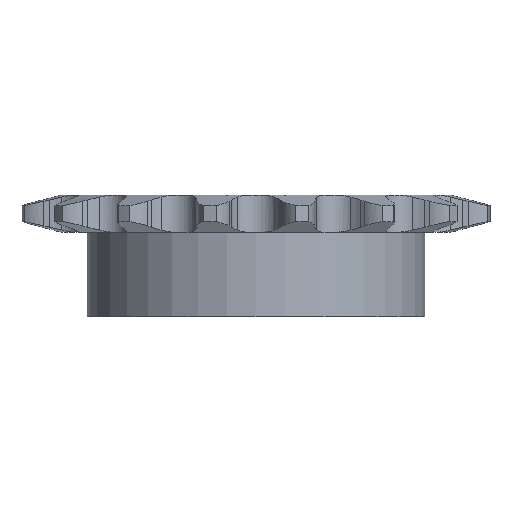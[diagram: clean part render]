
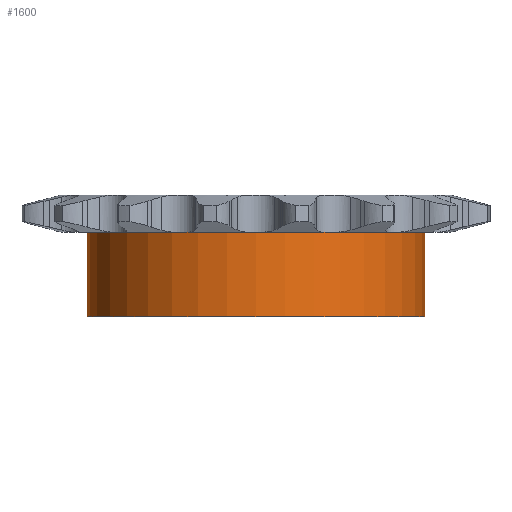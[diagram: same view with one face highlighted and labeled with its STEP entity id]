
A CAD part, front view. The second image highlights one B-rep face of the part: STEP entity #1600.
In plain terms, the highlighted cylindrical face has radius 12.7 mm (diameter 25.4 mm), a partial arc.
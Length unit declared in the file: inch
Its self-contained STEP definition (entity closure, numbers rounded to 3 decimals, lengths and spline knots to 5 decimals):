
#1063 = VERTEX_POINT ( 'NONE', #3973 ) ;
#1083 = VERTEX_POINT ( 'NONE', #3993 ) ;
#1086 = VERTEX_POINT ( 'NONE', #3996 ) ;
#1108 = VERTEX_POINT ( 'NONE', #4018 ) ;
#1600 = ADVANCED_FACE ( 'NONE', ( #1745 ), #1758, .T. ) ;
#1745 = FACE_OUTER_BOUND ( 'NONE', #4697, .T. ) ;
#1758 = CYLINDRICAL_SURFACE ( 'NONE', #4236, 0.5 ) ;
#1827 = CIRCLE ( 'NONE', #4984, 0.5 ) ;
#1955 = EDGE_CURVE ( 'NONE', #1063, #1083, #1827, .T. ) ;
#2463 = CARTESIAN_POINT ( 'NONE',  ( 0.5, 0., -0.25125 ) ) ;
#2464 = DIRECTION ( 'NONE',  ( 0., 0., 1. ) ) ;
#2465 = DIRECTION ( 'NONE',  ( 0., 0., 1. ) ) ;
#2466 = CARTESIAN_POINT ( 'NONE',  ( -0.5, 0., -0.25125 ) ) ;
#2512 = CARTESIAN_POINT ( 'NONE',  ( 0., 0., -0.25125 ) ) ;
#2513 = DIRECTION ( 'NONE',  ( 0., 0., -1. ) ) ;
#2514 = DIRECTION ( 'NONE',  ( -1., 0., 0. ) ) ;
#2781 = LINE ( 'NONE', #2463, #2784 ) ;
#2784 = VECTOR ( 'NONE', #2464, 39.37008 ) ;
#2786 = LINE ( 'NONE', #2466, #2788 ) ;
#2788 = VECTOR ( 'NONE', #2465, 39.37008 ) ;
#2820 = CIRCLE ( 'NONE', #5006, 0.5 ) ;
#3662 = EDGE_CURVE ( 'NONE', #1108, #1063, #2781, .T. ) ;
#3665 = EDGE_CURVE ( 'NONE', #1086, #1083, #2786, .T. ) ;
#3683 = EDGE_CURVE ( 'NONE', #1108, #1086, #2820, .T. ) ;
#3973 = CARTESIAN_POINT ( 'NONE',  ( 0.5, 0., 0. ) ) ;
#3993 = CARTESIAN_POINT ( 'NONE',  ( -0.5, 0., 0. ) ) ;
#3996 = CARTESIAN_POINT ( 'NONE',  ( -0.5, 0., -0.25125 ) ) ;
#4018 = CARTESIAN_POINT ( 'NONE',  ( 0.5, 0., -0.25125 ) ) ;
#4236 = AXIS2_PLACEMENT_3D ( 'NONE', #5591, #5589, #5587 ) ;
#4697 = EDGE_LOOP ( 'NONE', ( #5982, #5983, #5984, #5985 ) ) ;
#4984 = AXIS2_PLACEMENT_3D ( 'NONE', #6403, #6404, #6405 ) ;
#5006 = AXIS2_PLACEMENT_3D ( 'NONE', #2512, #2513, #2514 ) ;
#5587 = DIRECTION ( 'NONE',  ( 1., 0., 0. ) ) ;
#5589 = DIRECTION ( 'NONE',  ( 0., 0., 1. ) ) ;
#5591 = CARTESIAN_POINT ( 'NONE',  ( 0., 0., -0.25125 ) ) ;
#5982 = ORIENTED_EDGE ( 'NONE', *, *, #3665, .F. ) ;
#5983 = ORIENTED_EDGE ( 'NONE', *, *, #3683, .F. ) ;
#5984 = ORIENTED_EDGE ( 'NONE', *, *, #3662, .T. ) ;
#5985 = ORIENTED_EDGE ( 'NONE', *, *, #1955, .T. ) ;
#6403 = CARTESIAN_POINT ( 'NONE',  ( 0., 0., 0. ) ) ;
#6404 = DIRECTION ( 'NONE',  ( 0., 0., -1. ) ) ;
#6405 = DIRECTION ( 'NONE',  ( 1., 0., 0. ) ) ;
